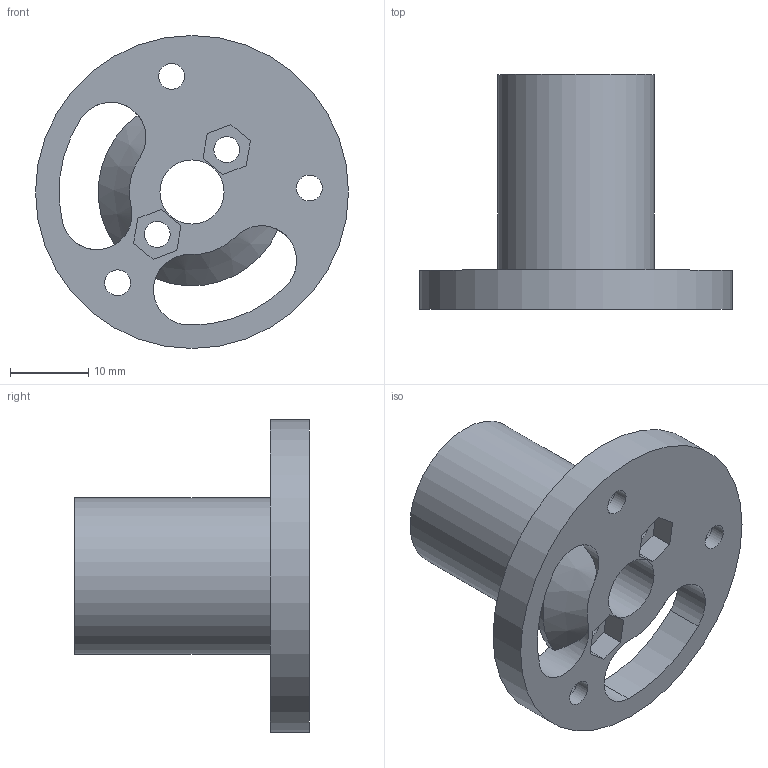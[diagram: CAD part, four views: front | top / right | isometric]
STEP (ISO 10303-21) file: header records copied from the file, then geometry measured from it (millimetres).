
FILE_DESCRIPTION(/* description */ ('STEP AP242','CAx-IF Rec.Pracs.---Representation and Presentation of Product Manufacturing Information (PMI)---4.0---2014-10-13','CAx-IF Rec.Pracs.---3D Tessellated Geometry---0.4---2014-09-14','2;1'),/* implementation_level */ '2;1');
FILE_NAME(/* name */ '626282644fc8d629c9fa2639',/* time_stamp */ '2022-04-22T10:24:37+00:00',/* author */ (''),/* organization */ (''),/* preprocessor_version */ 'ST-DEVELOPER v18.101',/* originating_system */ ' ',/* authorisation */ ' ');
FILE_SCHEMA (('AP242_MANAGED_MODEL_BASED_3D_ENGINEERING_MIM_LF { 1 0 10303 442 1 1 4 }'));
Length unit declared in the file: metre
Products named in the file (1): overarm-coupler
Bounding box: 40 x 30 x 40 mm (x, y, z)
Volume: 10396.5 mm3; surface area: 6230.9 mm2
Topology: 1 solids, 1 shells, 41 faces, 101 edges, 68 vertices
Faces by surface type: plane 20, cylinder 19, cone 2
Full cylindrical faces by diameter (mm): 3.3 x5, 5.8 x3, 8.2 x1, 20 x1, 40 x1
Entity records: 1226 total; most frequent: CARTESIAN_POINT 218, DIRECTION 208, ORIENTED_EDGE 176, EDGE_CURVE 88, AXIS2_PLACEMENT_3D 82, EDGE_LOOP 74, FACE_BOUND 74, VERTEX_POINT 66
